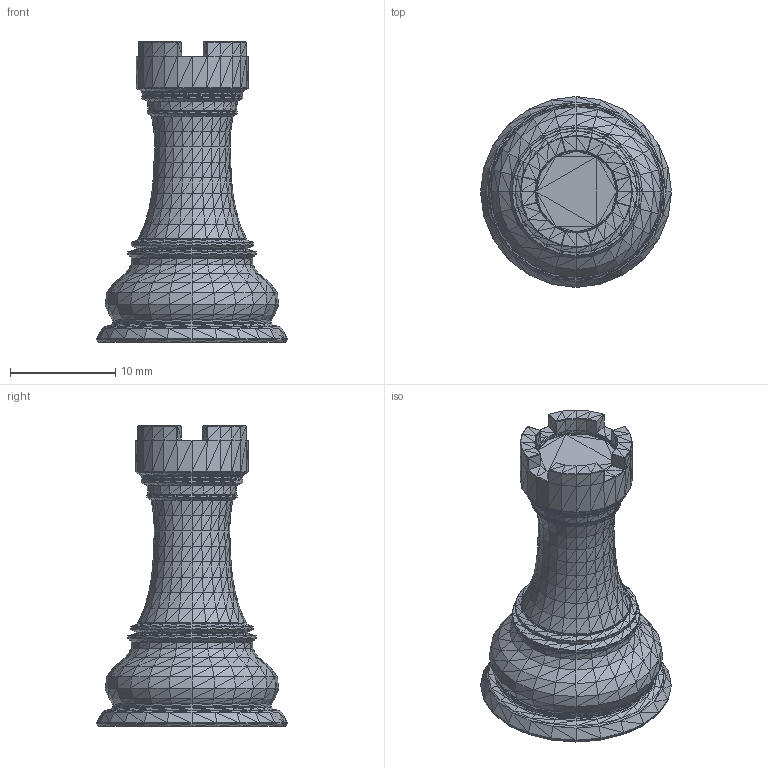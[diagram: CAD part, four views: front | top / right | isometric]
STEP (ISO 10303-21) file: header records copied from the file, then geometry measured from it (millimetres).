
FILE_DESCRIPTION(/* description */ ('','CAx-IF Rec.Pracs.---Representation and Presentation of Product Manufacturing Information (PMI)---4.0---2014-10-13'),/* implementation_level */ '2;1');
FILE_NAME(/* name */ 'Black Rook v3.step',/* time_stamp */ '2025-03-10T20:57:58-04:00',/* author */ (''),/* organization */ (''),/* preprocessor_version */ 'ST-DEVELOPER v20',/* originating_system */ 'Autodesk Translation Framework v13.20.0.188',/* authorisation */ '');
FILE_SCHEMA (('AP242_MANAGED_MODEL_BASED_3D_ENGINEERING_MIM_LF { 1 0 10303 442 1 1 4 }'));
Products named in the file (1): Black Rook
Bounding box: 18.12 x 18.12 x 28.56 mm (x, y, z)
Volume: 2491.5 mm3; surface area: 1550.5 mm2
Topology: 1 solids, 1 shells, 3244 faces, 4877 edges, 1636 vertices
Faces by surface type: plane 3242, cone 1, cylinder 1
Full cylindrical faces by diameter (mm): 10.2 x1
Entity records: 63416 total; most frequent: DIRECTION 11370, CARTESIAN_POINT 9758, ORIENTED_EDGE 9754, EDGE_CURVE 4877, LINE 4874, VECTOR 4874, AXIS2_PLACEMENT_3D 3248, EDGE_LOOP 3245
